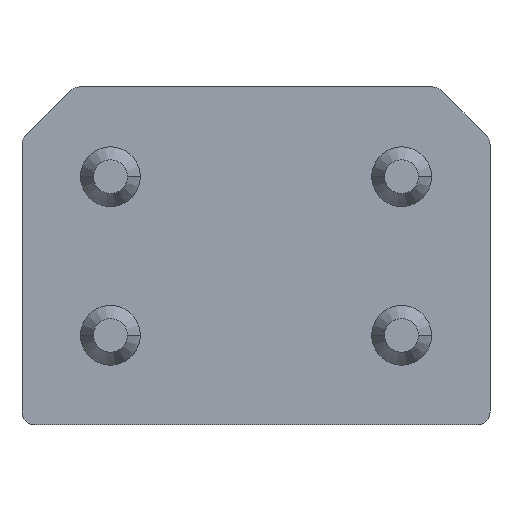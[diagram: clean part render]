
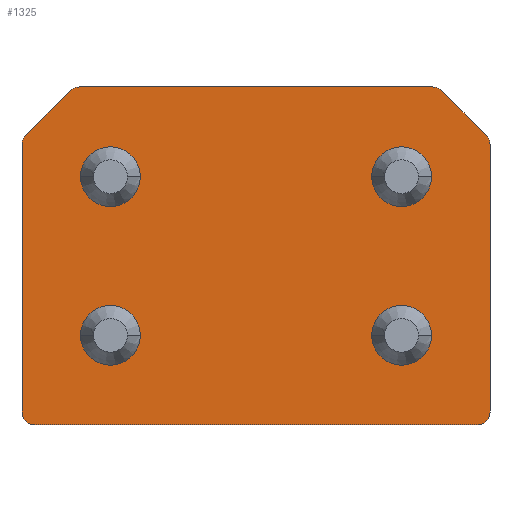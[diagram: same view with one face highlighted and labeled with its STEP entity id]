
A CAD part, front view. The second image highlights one B-rep face of the part: STEP entity #1325.
In plain terms, the highlighted planar face has unit normal (0, -1, 0).
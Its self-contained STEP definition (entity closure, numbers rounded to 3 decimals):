
#5=DIRECTION('',(1.,0.,0.));
#6=VECTOR('',#5,17.);
#7=CARTESIAN_POINT('',(-8.5,-21.25,0.));
#8=LINE('',#7,#6);
#41=CARTESIAN_POINT('',(-5.6,-21.25,3.45));
#42=DIRECTION('',(0.,-1.,0.));
#43=DIRECTION('',(1.,0.,0.));
#44=AXIS2_PLACEMENT_3D('',#41,#42,#43);
#46=CARTESIAN_POINT('',(-5.6,-21.25,3.45));
#47=DIRECTION('',(0.,-1.,0.));
#48=DIRECTION('',(-1.,0.,0.));
#49=AXIS2_PLACEMENT_3D('',#46,#47,#48);
#51=CARTESIAN_POINT('',(5.6,-21.25,3.45));
#52=DIRECTION('',(0.,-1.,0.));
#53=DIRECTION('',(1.,0.,0.));
#54=AXIS2_PLACEMENT_3D('',#51,#52,#53);
#56=CARTESIAN_POINT('',(5.6,-21.25,3.45));
#57=DIRECTION('',(0.,-1.,0.));
#58=DIRECTION('',(-1.,0.,0.));
#59=AXIS2_PLACEMENT_3D('',#56,#57,#58);
#61=CARTESIAN_POINT('',(-5.6,-21.25,9.55));
#62=DIRECTION('',(0.,-1.,0.));
#63=DIRECTION('',(1.,0.,0.));
#64=AXIS2_PLACEMENT_3D('',#61,#62,#63);
#66=CARTESIAN_POINT('',(-5.6,-21.25,9.55));
#67=DIRECTION('',(0.,-1.,0.));
#68=DIRECTION('',(-1.,0.,0.));
#69=AXIS2_PLACEMENT_3D('',#66,#67,#68);
#71=CARTESIAN_POINT('',(5.6,-21.25,9.55));
#72=DIRECTION('',(0.,-1.,0.));
#73=DIRECTION('',(1.,0.,0.));
#74=AXIS2_PLACEMENT_3D('',#71,#72,#73);
#76=CARTESIAN_POINT('',(5.6,-21.25,9.55));
#77=DIRECTION('',(0.,-1.,0.));
#78=DIRECTION('',(-1.,0.,0.));
#79=AXIS2_PLACEMENT_3D('',#76,#77,#78);
#81=CARTESIAN_POINT('',(-8.5,-21.25,0.5));
#82=DIRECTION('',(0.,-1.,0.));
#83=DIRECTION('',(-1.,0.,0.));
#84=AXIS2_PLACEMENT_3D('',#81,#82,#83);
#86=DIRECTION('',(0.,0.,1.));
#87=VECTOR('',#86,10.293);
#88=CARTESIAN_POINT('',(-9.,-21.25,0.5));
#89=LINE('',#88,#87);
#90=CARTESIAN_POINT('',(-8.5,-21.25,10.793));
#91=DIRECTION('',(0.,-1.,0.));
#92=DIRECTION('',(-0.707,0.,0.707));
#93=AXIS2_PLACEMENT_3D('',#90,#91,#92);
#95=DIRECTION('',(-0.707,0.,-0.707));
#96=VECTOR('',#95,2.414);
#97=CARTESIAN_POINT('',(-7.146,-21.25,12.854));
#98=LINE('',#97,#96);
#99=CARTESIAN_POINT('',(-6.793,-21.25,12.5));
#100=DIRECTION('',(0.,-1.,0.));
#101=DIRECTION('',(0.,0.,1.));
#102=AXIS2_PLACEMENT_3D('',#99,#100,#101);
#104=CARTESIAN_POINT('',(6.793,-21.25,12.5));
#105=DIRECTION('',(0.,-1.,0.));
#106=DIRECTION('',(0.707,0.,0.707));
#107=AXIS2_PLACEMENT_3D('',#104,#105,#106);
#109=DIRECTION('',(-0.707,0.,0.707));
#110=VECTOR('',#109,2.414);
#111=CARTESIAN_POINT('',(8.854,-21.25,11.146));
#112=LINE('',#111,#110);
#113=CARTESIAN_POINT('',(8.5,-21.25,10.793));
#114=DIRECTION('',(0.,-1.,0.));
#115=DIRECTION('',(1.,0.,0.));
#116=AXIS2_PLACEMENT_3D('',#113,#114,#115);
#118=CARTESIAN_POINT('',(8.5,-21.25,0.5));
#119=DIRECTION('',(0.,-1.,0.));
#120=DIRECTION('',(0.,0.,-1.));
#121=AXIS2_PLACEMENT_3D('',#118,#119,#120);
#549=DIRECTION('',(1.,0.,0.));
#550=VECTOR('',#549,13.586);
#551=CARTESIAN_POINT('',(-6.793,-21.25,13.));
#552=LINE('',#551,#550);
#977=DIRECTION('',(0.,0.,1.));
#978=VECTOR('',#977,10.293);
#979=CARTESIAN_POINT('',(9.,-21.25,0.5));
#980=LINE('',#979,#978);
#1085=CARTESIAN_POINT('',(-4.45,-21.25,3.45));
#1086=CARTESIAN_POINT('',(-6.75,-21.25,3.45));
#1087=VERTEX_POINT('',#1085);
#1088=VERTEX_POINT('',#1086);
#1089=CARTESIAN_POINT('',(6.75,-21.25,3.45));
#1090=CARTESIAN_POINT('',(4.45,-21.25,3.45));
#1091=VERTEX_POINT('',#1089);
#1092=VERTEX_POINT('',#1090);
#1093=CARTESIAN_POINT('',(-4.45,-21.25,9.55));
#1094=CARTESIAN_POINT('',(-6.75,-21.25,9.55));
#1095=VERTEX_POINT('',#1093);
#1096=VERTEX_POINT('',#1094);
#1097=CARTESIAN_POINT('',(6.75,-21.25,9.55));
#1098=CARTESIAN_POINT('',(4.45,-21.25,9.55));
#1099=VERTEX_POINT('',#1097);
#1100=VERTEX_POINT('',#1098);
#1157=CARTESIAN_POINT('',(-9.,-21.25,0.5));
#1158=CARTESIAN_POINT('',(-8.5,-21.25,0.));
#1159=VERTEX_POINT('',#1157);
#1160=VERTEX_POINT('',#1158);
#1175=CARTESIAN_POINT('',(-8.854,-21.25,11.146));
#1176=CARTESIAN_POINT('',(-9.,-21.25,10.793));
#1177=VERTEX_POINT('',#1175);
#1178=VERTEX_POINT('',#1176);
#1183=CARTESIAN_POINT('',(-6.793,-21.25,13.));
#1184=CARTESIAN_POINT('',(-7.146,-21.25,12.854));
#1185=VERTEX_POINT('',#1183);
#1186=VERTEX_POINT('',#1184);
#1187=CARTESIAN_POINT('',(8.5,-21.25,0.));
#1188=CARTESIAN_POINT('',(9.,-21.25,0.5));
#1189=VERTEX_POINT('',#1187);
#1190=VERTEX_POINT('',#1188);
#1195=CARTESIAN_POINT('',(9.,-21.25,10.793));
#1196=CARTESIAN_POINT('',(8.854,-21.25,11.146));
#1197=VERTEX_POINT('',#1195);
#1198=VERTEX_POINT('',#1196);
#1211=CARTESIAN_POINT('',(7.146,-21.25,12.854));
#1212=CARTESIAN_POINT('',(6.793,-21.25,13.));
#1213=VERTEX_POINT('',#1211);
#1214=VERTEX_POINT('',#1212);
#1272=CARTESIAN_POINT('',(-9.,-21.25,0.));
#1273=DIRECTION('',(0.,-1.,0.));
#1274=DIRECTION('',(1.,0.,0.));
#1275=AXIS2_PLACEMENT_3D('',#1272,#1273,#1274);
#1276=PLANE('',#1275);
#1277=ORIENTED_EDGE('',*,*,#1262,.F.);
#1279=ORIENTED_EDGE('',*,*,#1278,.T.);
#1281=ORIENTED_EDGE('',*,*,#1280,.F.);
#1283=ORIENTED_EDGE('',*,*,#1282,.F.);
#1285=ORIENTED_EDGE('',*,*,#1284,.F.);
#1287=ORIENTED_EDGE('',*,*,#1286,.T.);
#1289=ORIENTED_EDGE('',*,*,#1288,.F.);
#1291=ORIENTED_EDGE('',*,*,#1290,.F.);
#1293=ORIENTED_EDGE('',*,*,#1292,.F.);
#1295=ORIENTED_EDGE('',*,*,#1294,.F.);
#1297=ORIENTED_EDGE('',*,*,#1296,.F.);
#1298=ORIENTED_EDGE('',*,*,#1232,.F.);
#1299=EDGE_LOOP('',(#1277,#1279,#1281,#1283,#1285,#1287,#1289,#1291,#1293,#1295,
#1297,#1298));
#1300=FACE_OUTER_BOUND('',#1299,.F.);
#1302=ORIENTED_EDGE('',*,*,#1301,.T.);
#1304=ORIENTED_EDGE('',*,*,#1303,.T.);
#1305=EDGE_LOOP('',(#1302,#1304));
#1306=FACE_BOUND('',#1305,.F.);
#1308=ORIENTED_EDGE('',*,*,#1307,.T.);
#1310=ORIENTED_EDGE('',*,*,#1309,.T.);
#1311=EDGE_LOOP('',(#1308,#1310));
#1312=FACE_BOUND('',#1311,.F.);
#1314=ORIENTED_EDGE('',*,*,#1313,.T.);
#1316=ORIENTED_EDGE('',*,*,#1315,.T.);
#1317=EDGE_LOOP('',(#1314,#1316));
#1318=FACE_BOUND('',#1317,.F.);
#1320=ORIENTED_EDGE('',*,*,#1319,.T.);
#1322=ORIENTED_EDGE('',*,*,#1321,.T.);
#1323=EDGE_LOOP('',(#1320,#1322));
#1324=FACE_BOUND('',#1323,.F.);
#45=CIRCLE('',#44,1.15);
#50=CIRCLE('',#49,1.15);
#55=CIRCLE('',#54,1.15);
#60=CIRCLE('',#59,1.15);
#65=CIRCLE('',#64,1.15);
#70=CIRCLE('',#69,1.15);
#75=CIRCLE('',#74,1.15);
#80=CIRCLE('',#79,1.15);
#85=CIRCLE('',#84,0.5);
#94=CIRCLE('',#93,0.5);
#103=CIRCLE('',#102,0.5);
#108=CIRCLE('',#107,0.5);
#117=CIRCLE('',#116,0.5);
#122=CIRCLE('',#121,0.5);
#1232=EDGE_CURVE('',#1160,#1189,#8,.T.);
#1262=EDGE_CURVE('',#1159,#1160,#85,.T.);
#1278=EDGE_CURVE('',#1159,#1178,#89,.T.);
#1280=EDGE_CURVE('',#1177,#1178,#94,.T.);
#1282=EDGE_CURVE('',#1186,#1177,#98,.T.);
#1284=EDGE_CURVE('',#1185,#1186,#103,.T.);
#1286=EDGE_CURVE('',#1185,#1214,#552,.T.);
#1288=EDGE_CURVE('',#1213,#1214,#108,.T.);
#1290=EDGE_CURVE('',#1198,#1213,#112,.T.);
#1292=EDGE_CURVE('',#1197,#1198,#117,.T.);
#1294=EDGE_CURVE('',#1190,#1197,#980,.T.);
#1296=EDGE_CURVE('',#1189,#1190,#122,.T.);
#1301=EDGE_CURVE('',#1091,#1092,#55,.T.);
#1303=EDGE_CURVE('',#1092,#1091,#60,.T.);
#1307=EDGE_CURVE('',#1095,#1096,#65,.T.);
#1309=EDGE_CURVE('',#1096,#1095,#70,.T.);
#1313=EDGE_CURVE('',#1099,#1100,#75,.T.);
#1315=EDGE_CURVE('',#1100,#1099,#80,.T.);
#1319=EDGE_CURVE('',#1087,#1088,#45,.T.);
#1321=EDGE_CURVE('',#1088,#1087,#50,.T.);
#1325=ADVANCED_FACE('',(#1300,#1306,#1312,#1318,#1324),#1276,.T.);
